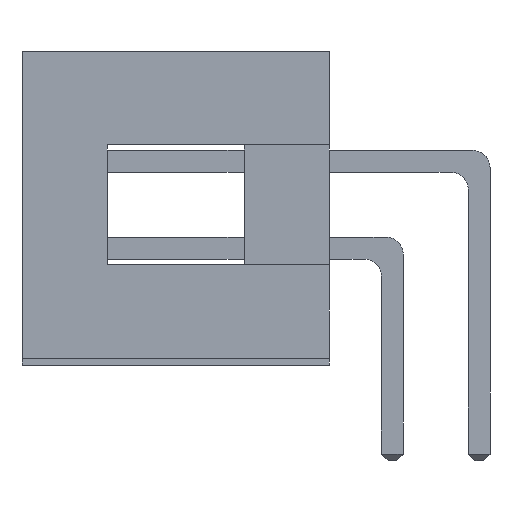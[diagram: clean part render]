
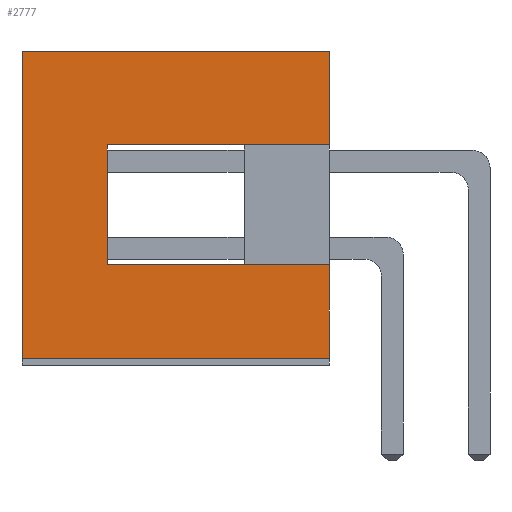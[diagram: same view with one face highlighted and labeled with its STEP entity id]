
A CAD part, front view. The second image highlights one B-rep face of the part: STEP entity #2777.
In plain terms, the highlighted planar face has unit normal (0, -1, 0).
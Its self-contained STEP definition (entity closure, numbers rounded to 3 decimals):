
#120 = VERTEX_POINT('',#121);
#121 = CARTESIAN_POINT('',(-12.225,-78.74,0.05));
#127 = EDGE_CURVE('',#120,#128,#130,.T.);
#128 = VERTEX_POINT('',#129);
#129 = CARTESIAN_POINT('',(-12.225,-78.74,9.05));
#130 = LINE('',#131,#132);
#131 = CARTESIAN_POINT('',(-12.225,-78.74,0.05));
#132 = VECTOR('',#133,1.);
#133 = DIRECTION('',(0.,0.,1.));
#284 = EDGE_CURVE('',#285,#128,#287,.T.);
#285 = VERTEX_POINT('',#286);
#286 = CARTESIAN_POINT('',(-3.225,-78.74,9.05));
#287 = LINE('',#288,#289);
#288 = CARTESIAN_POINT('',(-3.225,-78.74,9.05));
#289 = VECTOR('',#290,1.);
#290 = DIRECTION('',(-1.,0.,0.));
#500 = EDGE_CURVE('',#501,#285,#503,.T.);
#501 = VERTEX_POINT('',#502);
#502 = CARTESIAN_POINT('',(-3.225,-78.74,6.3));
#503 = LINE('',#504,#505);
#504 = CARTESIAN_POINT('',(-3.225,-78.74,0.05));
#505 = VECTOR('',#506,1.);
#506 = DIRECTION('',(0.,0.,1.));
#525 = VERTEX_POINT('',#526);
#526 = CARTESIAN_POINT('',(-3.225,-78.74,2.8));
#532 = EDGE_CURVE('',#533,#525,#535,.T.);
#533 = VERTEX_POINT('',#534);
#534 = CARTESIAN_POINT('',(-3.225,-78.74,0.05));
#535 = LINE('',#536,#537);
#536 = CARTESIAN_POINT('',(-3.225,-78.74,0.05));
#537 = VECTOR('',#538,1.);
#538 = DIRECTION('',(0.,0.,1.));
#2767 = EDGE_CURVE('',#533,#120,#2768,.T.);
#2768 = LINE('',#2769,#2770);
#2769 = CARTESIAN_POINT('',(-3.225,-78.74,0.05));
#2770 = VECTOR('',#2771,1.);
#2771 = DIRECTION('',(-1.,0.,0.));
#2777 = ADVANCED_FACE('',(#2778),#2807,.T.);
#2778 = FACE_BOUND('',#2779,.T.);
#2779 = EDGE_LOOP('',(#2780,#2781,#2782,#2783,#2791,#2799,#2805,#2806));
#2780 = ORIENTED_EDGE('',*,*,#127,.F.);
#2781 = ORIENTED_EDGE('',*,*,#2767,.F.);
#2782 = ORIENTED_EDGE('',*,*,#532,.T.);
#2783 = ORIENTED_EDGE('',*,*,#2784,.T.);
#2784 = EDGE_CURVE('',#525,#2785,#2787,.T.);
#2785 = VERTEX_POINT('',#2786);
#2786 = CARTESIAN_POINT('',(-9.725,-78.74,2.8));
#2787 = LINE('',#2788,#2789);
#2788 = CARTESIAN_POINT('',(-3.225,-78.74,2.8));
#2789 = VECTOR('',#2790,1.);
#2790 = DIRECTION('',(-1.,0.,0.));
#2791 = ORIENTED_EDGE('',*,*,#2792,.T.);
#2792 = EDGE_CURVE('',#2785,#2793,#2795,.T.);
#2793 = VERTEX_POINT('',#2794);
#2794 = CARTESIAN_POINT('',(-9.725,-78.74,6.3));
#2795 = LINE('',#2796,#2797);
#2796 = CARTESIAN_POINT('',(-9.725,-78.74,2.8));
#2797 = VECTOR('',#2798,1.);
#2798 = DIRECTION('',(0.,0.,1.));
#2799 = ORIENTED_EDGE('',*,*,#2800,.F.);
#2800 = EDGE_CURVE('',#501,#2793,#2801,.T.);
#2801 = LINE('',#2802,#2803);
#2802 = CARTESIAN_POINT('',(-3.225,-78.74,6.3));
#2803 = VECTOR('',#2804,1.);
#2804 = DIRECTION('',(-1.,0.,0.));
#2805 = ORIENTED_EDGE('',*,*,#500,.T.);
#2806 = ORIENTED_EDGE('',*,*,#284,.T.);
#2807 = PLANE('',#2808);
#2808 = AXIS2_PLACEMENT_3D('',#2809,#2810,#2811);
#2809 = CARTESIAN_POINT('',(-3.225,-78.74,0.05));
#2810 = DIRECTION('',(0.,-1.,0.));
#2811 = DIRECTION('',(-1.,0.,0.));
